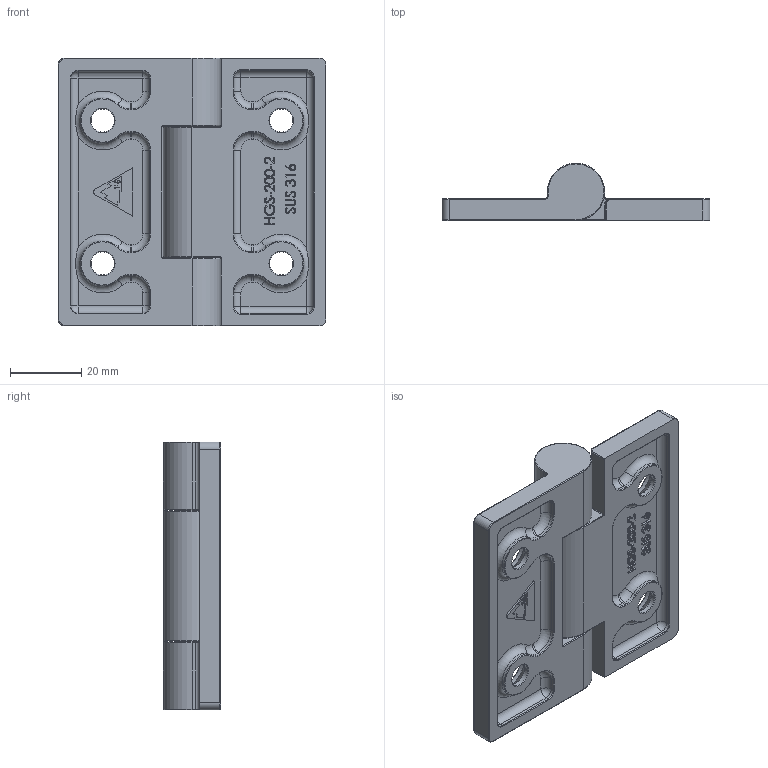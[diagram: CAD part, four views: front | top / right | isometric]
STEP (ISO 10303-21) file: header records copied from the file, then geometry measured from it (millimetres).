
FILE_DESCRIPTION (( 'STEP AP214' ), '1' );
FILE_NAME ('HGS-200-2E.STEP', '2019-08-01T01:49:48', ( '' ), ( '' ), 'SwSTEP 2.0', 'SolidWorks 2010', '' );
FILE_SCHEMA (( 'AUTOMOTIVE_DESIGN' ));
Length unit declared in the file: millimetre
Products named in the file (4): 中心軸; 鉸鏈片(2); 鉸鏈片(1); HGS-200-2E
Assembly tree (3 placements, depth 2):
  HGS-200-2E
    鉸鏈片(1)
    鉸鏈片(2)
    中心軸
Bounding box: 75 x 16 x 75 mm (x, y, z)
Volume: 33966.4 mm3; surface area: 20078.1 mm2
Topology: 3 solids, 3 shells, 590 faces, 1470 edges, 895 vertices
Faces by surface type: plane 162, cylinder 145, bspline 138, torus 121, sphere 16, cone 8
Entity records: 28652 total; most frequent: CARTESIAN_POINT 15190, ORIENTED_EDGE 2896, DIRECTION 2585, EDGE_CURVE 1448, AXIS2_PLACEMENT_3D 961, VERTEX_POINT 891, LINE 663, VECTOR 663
